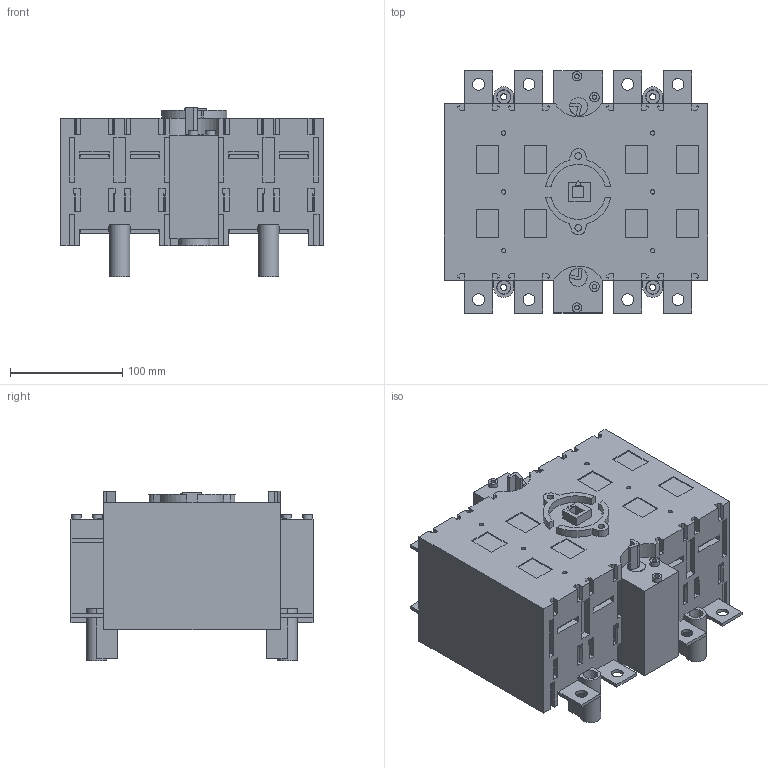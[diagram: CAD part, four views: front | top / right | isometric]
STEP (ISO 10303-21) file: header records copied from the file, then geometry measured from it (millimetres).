
FILE_DESCRIPTION((''),'2;1');
FILE_NAME('Conmut S-CC-200-250-315-400A 3P+N (2011-02).stp','2011-02-10T13:03:49',('idi'),(''),'Autodesk Inventor 2010','Autodesk Inventor 2010','');
FILE_SCHEMA(('AUTOMOTIVE_DESIGN { 1 0 10303 214 1 1 1 1 }'));
Length unit declared in the file: millimetre
Products named in the file (1): Conmut S-CC-200-250-315-400A 3P+N (2011-02)
Bounding box: 235 x 216 x 151.35 mm (x, y, z)
Volume: 3897557 mm3; surface area: 314194.1 mm2
Topology: 11 solids, 11 shells, 1021 faces, 2722 edges, 1799 vertices
Faces by surface type: plane 944, cylinder 73, cone 4
Full cylindrical faces by diameter (mm): 3 x4, 3.89 x6, 4 x4, 5.5 x4, 6 x2, 8.5 x4, 10.5 x12, 16 x2, 18 x4, 22 x2
Entity records: 31388 total; most frequent: CARTESIAN_POINT 5473, ORIENTED_EDGE 5326, DIRECTION 4871, EDGE_CURVE 2663, VECTOR 2499, LINE 2499, VERTEX_POINT 1788, AXIS2_PLACEMENT_3D 1186
